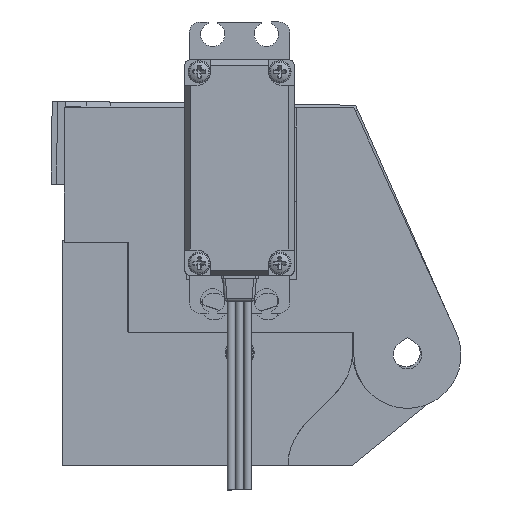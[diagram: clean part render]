
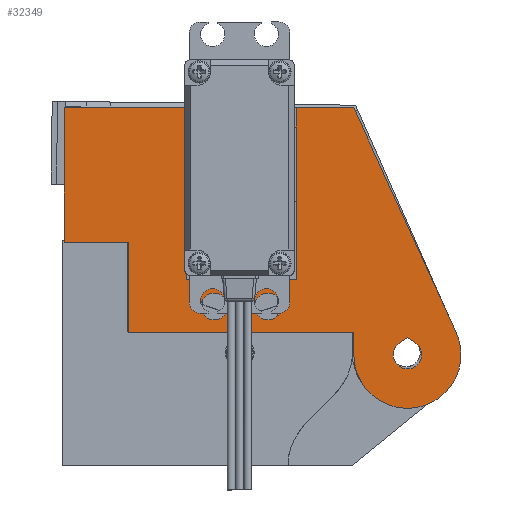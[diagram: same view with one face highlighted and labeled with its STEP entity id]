
A CAD part, left-side view. The second image highlights one B-rep face of the part: STEP entity #32349.
In plain terms, the highlighted planar face has unit normal (-1, 0, 0).
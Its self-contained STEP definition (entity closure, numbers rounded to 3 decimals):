
#802=FACE_BOUND('',#6238,.T.);
#803=FACE_BOUND('',#6239,.T.);
#804=FACE_BOUND('',#6240,.T.);
#2191=CIRCLE('',#35116,2.5);
#2193=CIRCLE('',#35119,2.5);
#2240=CIRCLE('',#35272,10.);
#2241=CIRCLE('',#35277,2.65);
#4294=FACE_OUTER_BOUND('',#6237,.T.);
#6237=EDGE_LOOP('',(#27658,#27659,#27660,#27661,#27662,#27663,#27664,#27665,
#27666,#27667,#27668,#27669,#27670,#27671,#27672,#27673,#27674));
#6238=EDGE_LOOP('',(#27675));
#6239=EDGE_LOOP('',(#27676));
#6240=EDGE_LOOP('',(#27677,#27678,#27679));
#8381=LINE('',#57132,#11176);
#8386=LINE('',#57147,#11181);
#8393=LINE('',#57161,#11188);
#8414=LINE('',#57203,#11209);
#8417=LINE('',#57210,#11212);
#8469=LINE('',#57311,#11264);
#8573=LINE('',#57839,#11368);
#8575=LINE('',#57842,#11370);
#8580=LINE('',#57852,#11375);
#8687=LINE('',#58126,#11482);
#8688=LINE('',#58129,#11483);
#8690=LINE('',#58133,#11485);
#8695=LINE('',#58144,#11490);
#8696=LINE('',#58146,#11491);
#8697=LINE('',#58148,#11492);
#8699=LINE('',#58152,#11494);
#8701=LINE('',#58156,#11496);
#8703=LINE('',#58159,#11498);
#11176=VECTOR('',#41687,10.);
#11181=VECTOR('',#41700,10.);
#11188=VECTOR('',#41711,10.);
#11209=VECTOR('',#41738,10.);
#11212=VECTOR('',#41743,10.);
#11264=VECTOR('',#41795,10.);
#11368=VECTOR('',#42027,10.);
#11370=VECTOR('',#42029,10.);
#11375=VECTOR('',#42038,10.);
#11482=VECTOR('',#42337,10.);
#11483=VECTOR('',#42340,10.);
#11485=VECTOR('',#42344,10.);
#11490=VECTOR('',#42355,10.);
#11491=VECTOR('',#42358,10.);
#11492=VECTOR('',#42361,10.);
#11494=VECTOR('',#42365,10.);
#11496=VECTOR('',#42371,10.);
#11498=VECTOR('',#42375,10.);
#14602=VERTEX_POINT('',#57125);
#14605=VERTEX_POINT('',#57130);
#14610=VERTEX_POINT('',#57143);
#14616=VERTEX_POINT('',#57158);
#14633=VERTEX_POINT('',#57198);
#14634=VERTEX_POINT('',#57201);
#14635=VERTEX_POINT('',#57205);
#14637=VERTEX_POINT('',#57209);
#14686=VERTEX_POINT('',#57309);
#14760=VERTEX_POINT('',#57644);
#14762=VERTEX_POINT('',#57650);
#14817=VERTEX_POINT('',#57840);
#14819=VERTEX_POINT('',#57848);
#14820=VERTEX_POINT('',#57850);
#14890=VERTEX_POINT('',#58120);
#14891=VERTEX_POINT('',#58122);
#14892=VERTEX_POINT('',#58128);
#14893=VERTEX_POINT('',#58132);
#14894=VERTEX_POINT('',#58136);
#14895=VERTEX_POINT('',#58138);
#14896=VERTEX_POINT('',#58142);
#14897=VERTEX_POINT('',#58150);
#18856=EDGE_CURVE('',#14602,#14605,#8381,.T.);
#18863=EDGE_CURVE('',#14610,#14602,#8386,.T.);
#18870=EDGE_CURVE('',#14616,#14610,#8393,.T.);
#18891=EDGE_CURVE('',#14633,#14634,#8414,.T.);
#18894=EDGE_CURVE('',#14637,#14633,#8417,.T.);
#18946=EDGE_CURVE('',#14635,#14686,#8469,.T.);
#19021=EDGE_CURVE('',#14760,#14760,#2191,.T.);
#19024=EDGE_CURVE('',#14762,#14762,#2193,.T.);
#19119=EDGE_CURVE('',#14634,#14616,#8573,.T.);
#19121=EDGE_CURVE('',#14605,#14817,#8575,.T.);
#19126=EDGE_CURVE('',#14819,#14820,#8580,.T.);
#19262=EDGE_CURVE('',#14890,#14891,#2240,.T.);
#19263=EDGE_CURVE('',#14637,#14891,#8687,.T.);
#19264=EDGE_CURVE('',#14892,#14890,#8688,.T.);
#19266=EDGE_CURVE('',#14893,#14892,#8690,.T.);
#19270=EDGE_CURVE('',#14894,#14895,#2241,.T.);
#19272=EDGE_CURVE('',#14895,#14896,#8695,.T.);
#19273=EDGE_CURVE('',#14896,#14894,#8696,.T.);
#19274=EDGE_CURVE('',#14820,#14893,#8697,.T.);
#19276=EDGE_CURVE('',#14686,#14897,#8699,.T.);
#19278=EDGE_CURVE('',#14897,#14819,#8701,.T.);
#19280=EDGE_CURVE('',#14817,#14635,#8703,.T.);
#27658=ORIENTED_EDGE('',*,*,#18870,.T.);
#27659=ORIENTED_EDGE('',*,*,#18863,.T.);
#27660=ORIENTED_EDGE('',*,*,#18856,.T.);
#27661=ORIENTED_EDGE('',*,*,#19121,.T.);
#27662=ORIENTED_EDGE('',*,*,#19280,.T.);
#27663=ORIENTED_EDGE('',*,*,#18946,.T.);
#27664=ORIENTED_EDGE('',*,*,#19276,.T.);
#27665=ORIENTED_EDGE('',*,*,#19278,.T.);
#27666=ORIENTED_EDGE('',*,*,#19126,.T.);
#27667=ORIENTED_EDGE('',*,*,#19274,.T.);
#27668=ORIENTED_EDGE('',*,*,#19266,.T.);
#27669=ORIENTED_EDGE('',*,*,#19264,.T.);
#27670=ORIENTED_EDGE('',*,*,#19262,.T.);
#27671=ORIENTED_EDGE('',*,*,#19263,.F.);
#27672=ORIENTED_EDGE('',*,*,#18894,.T.);
#27673=ORIENTED_EDGE('',*,*,#18891,.T.);
#27674=ORIENTED_EDGE('',*,*,#19119,.T.);
#27675=ORIENTED_EDGE('',*,*,#19024,.T.);
#27676=ORIENTED_EDGE('',*,*,#19021,.T.);
#27677=ORIENTED_EDGE('',*,*,#19273,.T.);
#27678=ORIENTED_EDGE('',*,*,#19270,.T.);
#27679=ORIENTED_EDGE('',*,*,#19272,.T.);
#30755=PLANE('',#35300);
#32349=ADVANCED_FACE('',(#4294,#802,#803,#804),#30755,.T.);
#35116=AXIS2_PLACEMENT_3D('',#57645,#41829,#41830);
#35119=AXIS2_PLACEMENT_3D('',#57651,#41836,#41837);
#35272=AXIS2_PLACEMENT_3D('',#58124,#42333,#42334);
#35277=AXIS2_PLACEMENT_3D('',#58140,#42350,#42351);
#35300=AXIS2_PLACEMENT_3D('',#58211,#42430,#42431);
#41687=DIRECTION('',(0.,0.,1.));
#41700=DIRECTION('',(0.,1.,0.));
#41711=DIRECTION('',(0.,0.,-1.));
#41738=DIRECTION('',(0.,0.,-1.));
#41743=DIRECTION('',(0.,1.,0.));
#41795=DIRECTION('',(0.,1.,0.));
#41829=DIRECTION('center_axis',(1.,0.,0.));
#41830=DIRECTION('ref_axis',(0.,-1.,0.));
#41836=DIRECTION('center_axis',(1.,0.,0.));
#41837=DIRECTION('ref_axis',(0.,-1.,0.));
#42027=DIRECTION('',(0.,1.,0.));
#42029=DIRECTION('',(0.,1.,0.));
#42038=DIRECTION('',(0.,0.,-1.));
#42333=DIRECTION('center_axis',(-1.,0.,0.));
#42334=DIRECTION('ref_axis',(0.,-1.,0.));
#42337=DIRECTION('',(0.,-0.415,-0.91));
#42340=DIRECTION('',(0.,0.,-1.));
#42344=DIRECTION('',(0.,0.,-1.));
#42350=DIRECTION('center_axis',(1.,0.,0.));
#42351=DIRECTION('ref_axis',(0.,-1.,0.));
#42355=DIRECTION('',(0.,-0.817,0.576));
#42358=DIRECTION('',(0.,-0.817,-0.576));
#42361=DIRECTION('',(0.,-1.,0.));
#42365=DIRECTION('',(0.,0.,-1.));
#42371=DIRECTION('',(0.,-1.,0.));
#42375=DIRECTION('',(0.,0.,1.));
#42430=DIRECTION('center_axis',(-1.,0.,0.));
#42431=DIRECTION('ref_axis',(0.,-1.,0.));
#57125=CARTESIAN_POINT('',(-123.,1.875,6.58));
#57130=CARTESIAN_POINT('',(-123.,1.875,14.));
#57132=CARTESIAN_POINT('',(-123.,1.875,15.44));
#57143=CARTESIAN_POINT('',(-123.,-1.875,6.58));
#57147=CARTESIAN_POINT('',(-123.,-0.937,6.58));
#57158=CARTESIAN_POINT('',(-123.,-1.875,14.));
#57161=CARTESIAN_POINT('',(-123.,-1.875,19.15));
#57198=CARTESIAN_POINT('',(-123.,-10.25,46.));
#57201=CARTESIAN_POINT('',(-123.,-10.25,14.));
#57203=CARTESIAN_POINT('',(-123.,-10.25,35.15));
#57205=CARTESIAN_POINT('',(-123.,10.25,46.));
#57209=CARTESIAN_POINT('',(-123.,-21.,46.));
#57210=CARTESIAN_POINT('',(-123.,21.,46.));
#57309=CARTESIAN_POINT('',(-123.,33.,46.));
#57311=CARTESIAN_POINT('',(-123.,21.,46.));
#57644=CARTESIAN_POINT('',(-123.,-2.5,9.));
#57645=CARTESIAN_POINT('Origin',(-123.,-5.,9.));
#57650=CARTESIAN_POINT('',(-123.,7.5,9.));
#57651=CARTESIAN_POINT('Origin',(-123.,5.,9.));
#57839=CARTESIAN_POINT('',(-123.,-5.125,14.));
#57840=CARTESIAN_POINT('',(-123.,10.25,14.));
#57842=CARTESIAN_POINT('',(-123.,-5.125,14.));
#57848=CARTESIAN_POINT('',(-123.,21.,21.));
#57850=CARTESIAN_POINT('',(-123.,21.,4.05));
#57852=CARTESIAN_POINT('',(-123.,21.,44.55));
#58120=CARTESIAN_POINT('',(-123.,-21.,0.));
#58122=CARTESIAN_POINT('',(-123.,-40.097,4.152));
#58124=CARTESIAN_POINT('Origin',(-123.,-31.,0.));
#58126=CARTESIAN_POINT('',(-123.,-21.,46.));
#58128=CARTESIAN_POINT('',(-123.,-21.,4.));
#58129=CARTESIAN_POINT('',(-123.,-21.,4.));
#58132=CARTESIAN_POINT('',(-123.,-21.,4.05));
#58133=CARTESIAN_POINT('',(-123.,-21.,46.));
#58136=CARTESIAN_POINT('',(-123.,-32.527,2.166));
#58138=CARTESIAN_POINT('',(-123.,-29.473,2.166));
#58140=CARTESIAN_POINT('Origin',(-123.,-31.,0.));
#58142=CARTESIAN_POINT('',(-123.,-31.,3.243));
#58144=CARTESIAN_POINT('',(-123.,-24.844,-1.099));
#58146=CARTESIAN_POINT('',(-123.,-15.69,14.041));
#58148=CARTESIAN_POINT('',(-123.,21.,4.05));
#58150=CARTESIAN_POINT('',(-123.,33.,21.));
#58152=CARTESIAN_POINT('',(-123.,33.,46.));
#58156=CARTESIAN_POINT('',(-123.,13.5,21.));
#58159=CARTESIAN_POINT('',(-123.,10.25,14.));
#58211=CARTESIAN_POINT('Origin',(-123.,0.,24.3));
